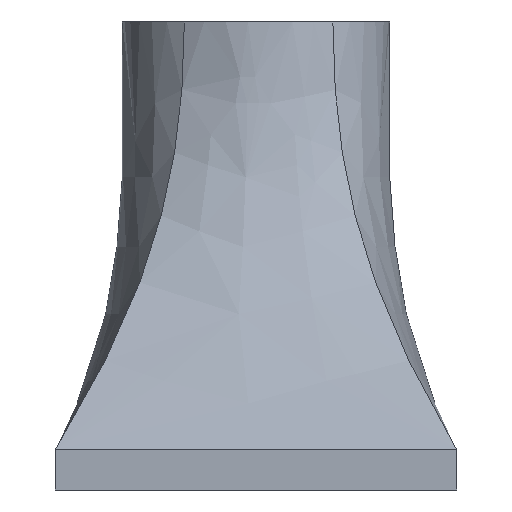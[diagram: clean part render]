
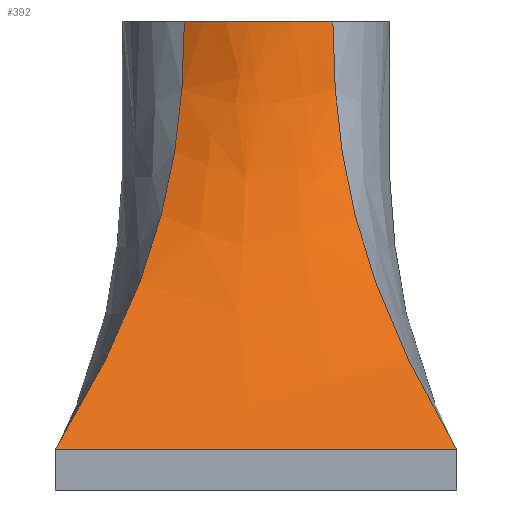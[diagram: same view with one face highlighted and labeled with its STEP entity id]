
A CAD part, front view. The second image highlights one B-rep face of the part: STEP entity #392.
In plain terms, the highlighted free-form (B-spline) face has degree [3, 3] with [5, 4] control points.
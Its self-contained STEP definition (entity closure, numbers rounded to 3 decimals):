
#19=B_SPLINE_CURVE_WITH_KNOTS('',3,(#664,#665,#666,#667),.UNSPECIFIED.,
 .F.,.F.,(4,4),(0.,1.),.UNSPECIFIED.);
#22=B_SPLINE_CURVE_WITH_KNOTS('',3,(#740,#741,#742,#743),.UNSPECIFIED.,
 .F.,.F.,(4,4),(0.,1.),.UNSPECIFIED.);
#26=B_SPLINE_SURFACE_WITH_KNOTS('',3,3,((#744,#745,#746,#747),(#748,#749,
#750,#751),(#752,#753,#754,#755),(#756,#757,#758,#759),(#760,#761,#762,
#763)),.UNSPECIFIED.,.F.,.F.,.F.,(4,1,4),(4,4),(0.,0.571,1.),
(0.,1.),.UNSPECIFIED.);
#40=CIRCLE('',#433,10.);
#59=FACE_OUTER_BOUND('',#83,.T.);
#83=EDGE_LOOP('',(#329,#330,#331,#332));
#120=LINE('',#764,#159);
#159=VECTOR('',#522,10.);
#190=VERTEX_POINT('',#613);
#192=VERTEX_POINT('',#616);
#195=VERTEX_POINT('',#662);
#197=VERTEX_POINT('',#738);
#236=EDGE_CURVE('',#192,#190,#40,.T.);
#240=EDGE_CURVE('',#195,#190,#19,.T.);
#245=EDGE_CURVE('',#197,#192,#22,.T.);
#246=EDGE_CURVE('',#195,#197,#120,.T.);
#329=ORIENTED_EDGE('',*,*,#246,.T.);
#330=ORIENTED_EDGE('',*,*,#245,.T.);
#331=ORIENTED_EDGE('',*,*,#236,.T.);
#332=ORIENTED_EDGE('',*,*,#240,.F.);
#392=ADVANCED_FACE('',(#59),#26,.F.);
#433=AXIS2_PLACEMENT_3D('',#617,#513,#514);
#513=DIRECTION('center_axis',(0.,0.,-1.));
#514=DIRECTION('ref_axis',(1.,0.,0.));
#522=DIRECTION('',(1.,0.,0.));
#613=CARTESIAN_POINT('',(9.642,16.557,35.));
#616=CARTESIAN_POINT('',(20.75,16.819,35.));
#617=CARTESIAN_POINT('Origin',(15.,25.,35.));
#662=CARTESIAN_POINT('',(0.,0.,3.));
#664=CARTESIAN_POINT('Ctrl Pts',(0.,0.,3.));
#665=CARTESIAN_POINT('Ctrl Pts',(6.428,11.038,13.605));
#666=CARTESIAN_POINT('Ctrl Pts',(9.642,16.557,22.2));
#667=CARTESIAN_POINT('Ctrl Pts',(9.642,16.557,35.));
#738=CARTESIAN_POINT('',(30.,0.,3.));
#740=CARTESIAN_POINT('Ctrl Pts',(30.,0.,3.));
#741=CARTESIAN_POINT('Ctrl Pts',(23.833,11.212,13.606));
#742=CARTESIAN_POINT('Ctrl Pts',(20.75,16.819,22.2));
#743=CARTESIAN_POINT('Ctrl Pts',(20.75,16.819,35.));
#744=CARTESIAN_POINT('Ctrl Pts',(30.,0.,3.));
#745=CARTESIAN_POINT('Ctrl Pts',(23.833,11.212,13.606));
#746=CARTESIAN_POINT('Ctrl Pts',(20.75,16.819,22.2));
#747=CARTESIAN_POINT('Ctrl Pts',(20.75,16.819,35.));
#748=CARTESIAN_POINT('Ctrl Pts',(24.286,0.,3.));
#749=CARTESIAN_POINT('Ctrl Pts',(20.611,10.766,13.606));
#750=CARTESIAN_POINT('Ctrl Pts',(18.914,15.528,22.2));
#751=CARTESIAN_POINT('Ctrl Pts',(18.914,15.528,35.));
#752=CARTESIAN_POINT('Ctrl Pts',(14.286,0.,3.));
#753=CARTESIAN_POINT('Ctrl Pts',(14.712,10.393,13.606));
#754=CARTESIAN_POINT('Ctrl Pts',(14.922,14.4,22.2));
#755=CARTESIAN_POINT('Ctrl Pts',(14.922,14.4,35.));
#756=CARTESIAN_POINT('Ctrl Pts',(4.286,0.,3.));
#757=CARTESIAN_POINT('Ctrl Pts',(8.859,10.75,13.606));
#758=CARTESIAN_POINT('Ctrl Pts',(11.063,15.655,22.2));
#759=CARTESIAN_POINT('Ctrl Pts',(11.063,15.655,35.));
#760=CARTESIAN_POINT('Ctrl Pts',(0.,0.,3.));
#761=CARTESIAN_POINT('Ctrl Pts',(6.428,11.038,13.605));
#762=CARTESIAN_POINT('Ctrl Pts',(9.642,16.557,22.2));
#763=CARTESIAN_POINT('Ctrl Pts',(9.642,16.557,35.));
#764=CARTESIAN_POINT('',(0.,0.,3.));
